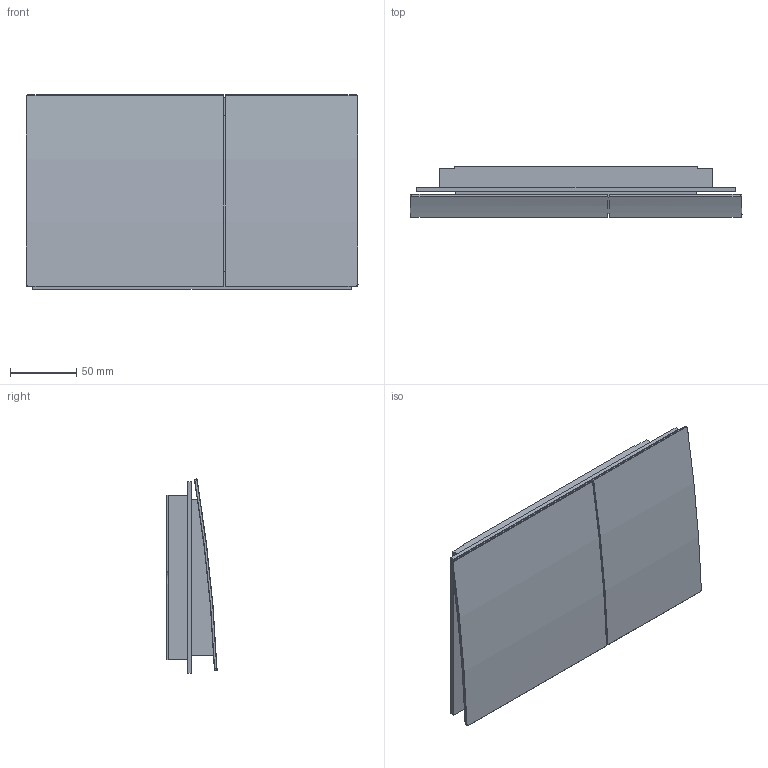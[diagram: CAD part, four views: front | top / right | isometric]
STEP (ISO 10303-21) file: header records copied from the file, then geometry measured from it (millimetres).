
FILE_DESCRIPTION(/* description */ (''),/* implementation_level */ '2;1');
FILE_NAME(/* name */ '115622.stp',/* time_stamp */ '2022-11-25T11:38:27+01:00',/* author */ ('JANAN'),/* organization */ (''),/* preprocessor_version */ 'ST-DEVELOPER v18.1',/* originating_system */ 'Autodesk Inventor 2021',/* authorisation */ '');
FILE_SCHEMA (('AUTOMOTIVE_DESIGN { 1 0 10303 214 3 1 1 }'));
Length unit declared in the file: millimetre
Products named in the file (1): tmp2CF.tmp
Bounding box: 250 x 37.76 x 146.2 mm (x, y, z)
Volume: 637747.1 mm3; surface area: 217894.7 mm2
Topology: 4 solids, 4 shells, 120 faces, 304 edges, 192 vertices
Faces by surface type: plane 54, bspline 32, cylinder 18, cone 16
Full cylindrical faces by diameter (mm): 13 x2, 32 x1
Entity records: 5153 total; most frequent: CARTESIAN_POINT 2331, ORIENTED_EDGE 608, DIRECTION 434, EDGE_CURVE 304, VERTEX_POINT 192, LINE 160, VECTOR 160, AXIS2_PLACEMENT_3D 137
